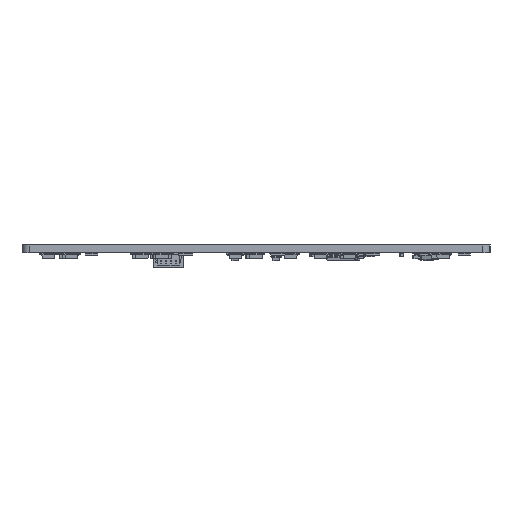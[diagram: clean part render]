
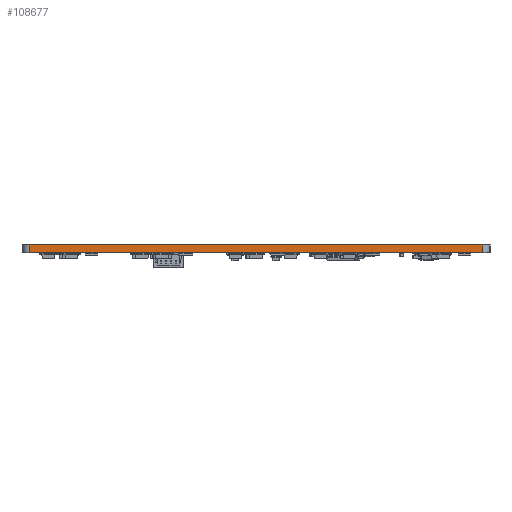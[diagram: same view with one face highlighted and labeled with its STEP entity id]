
A CAD part, left-side view. The second image highlights one B-rep face of the part: STEP entity #108677.
In plain terms, the highlighted planar face has unit normal (-1, 0, 0).
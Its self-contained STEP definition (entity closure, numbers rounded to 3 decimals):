
#108559 = EDGE_CURVE('',#108560,#108562,#108564,.T.);
#108560 = VERTEX_POINT('',#108561);
#108561 = CARTESIAN_POINT('',(61.976,-153.924,0.));
#108562 = VERTEX_POINT('',#108563);
#108563 = CARTESIAN_POINT('',(61.976,-153.924,1.6));
#108564 = SURFACE_CURVE('',#108565,(#108569,#108581),.PCURVE_S1.);
#108565 = LINE('',#108566,#108567);
#108566 = CARTESIAN_POINT('',(61.976,-153.924,0.));
#108567 = VECTOR('',#108568,1.);
#108568 = DIRECTION('',(0.,0.,1.));
#108569 = PCURVE('',#108570,#108575);
#108570 = CYLINDRICAL_SURFACE('',#108571,1.524);
#108571 = AXIS2_PLACEMENT_3D('',#108572,#108573,#108574);
#108572 = CARTESIAN_POINT('',(63.5,-153.924,0.));
#108573 = DIRECTION('',(-0.,-0.,-1.));
#108574 = DIRECTION('',(1.,0.,-0.));
#108575 = DEFINITIONAL_REPRESENTATION('',(#108576),#108580);
#108576 = LINE('',#108577,#108578);
#108577 = CARTESIAN_POINT('',(-3.142,0.));
#108578 = VECTOR('',#108579,1.);
#108579 = DIRECTION('',(-0.,-1.));
#108580 = ( GEOMETRIC_REPRESENTATION_CONTEXT(2) 
PARAMETRIC_REPRESENTATION_CONTEXT() REPRESENTATION_CONTEXT('2D SPACE',''
  ) );
#108581 = PCURVE('',#108582,#108587);
#108582 = PLANE('',#108583);
#108583 = AXIS2_PLACEMENT_3D('',#108584,#108585,#108586);
#108584 = CARTESIAN_POINT('',(61.976,-153.924,0.));
#108585 = DIRECTION('',(-1.,0.,0.));
#108586 = DIRECTION('',(0.,1.,0.));
#108587 = DEFINITIONAL_REPRESENTATION('',(#108588),#108592);
#108588 = LINE('',#108589,#108590);
#108589 = CARTESIAN_POINT('',(0.,0.));
#108590 = VECTOR('',#108591,1.);
#108591 = DIRECTION('',(0.,-1.));
#108592 = ( GEOMETRIC_REPRESENTATION_CONTEXT(2) 
PARAMETRIC_REPRESENTATION_CONTEXT() REPRESENTATION_CONTEXT('2D SPACE',''
  ) );
#108611 = PLANE('',#108612);
#108612 = AXIS2_PLACEMENT_3D('',#108613,#108614,#108615);
#108613 = CARTESIAN_POINT('',(235.839,-107.823,1.6));
#108614 = DIRECTION('',(0.,0.,1.));
#108615 = DIRECTION('',(1.,0.,-0.));
#108666 = PLANE('',#108667);
#108667 = AXIS2_PLACEMENT_3D('',#108668,#108669,#108670);
#108668 = CARTESIAN_POINT('',(235.839,-107.823,0.));
#108669 = DIRECTION('',(0.,0.,1.));
#108670 = DIRECTION('',(1.,0.,-0.));
#108677 = ADVANCED_FACE('',(#108678),#108582,.T.);
#108678 = FACE_BOUND('',#108679,.T.);
#108679 = EDGE_LOOP('',(#108680,#108681,#108704,#108732));
#108680 = ORIENTED_EDGE('',*,*,#108559,.T.);
#108681 = ORIENTED_EDGE('',*,*,#108682,.T.);
#108682 = EDGE_CURVE('',#108562,#108683,#108685,.T.);
#108683 = VERTEX_POINT('',#108684);
#108684 = CARTESIAN_POINT('',(61.976,-61.722,1.6));
#108685 = SURFACE_CURVE('',#108686,(#108690,#108697),.PCURVE_S1.);
#108686 = LINE('',#108687,#108688);
#108687 = CARTESIAN_POINT('',(61.976,-153.924,1.6));
#108688 = VECTOR('',#108689,1.);
#108689 = DIRECTION('',(0.,1.,0.));
#108690 = PCURVE('',#108582,#108691);
#108691 = DEFINITIONAL_REPRESENTATION('',(#108692),#108696);
#108692 = LINE('',#108693,#108694);
#108693 = CARTESIAN_POINT('',(0.,-1.6));
#108694 = VECTOR('',#108695,1.);
#108695 = DIRECTION('',(1.,0.));
#108696 = ( GEOMETRIC_REPRESENTATION_CONTEXT(2) 
PARAMETRIC_REPRESENTATION_CONTEXT() REPRESENTATION_CONTEXT('2D SPACE',''
  ) );
#108697 = PCURVE('',#108611,#108698);
#108698 = DEFINITIONAL_REPRESENTATION('',(#108699),#108703);
#108699 = LINE('',#108700,#108701);
#108700 = CARTESIAN_POINT('',(-173.863,-46.101));
#108701 = VECTOR('',#108702,1.);
#108702 = DIRECTION('',(0.,1.));
#108703 = ( GEOMETRIC_REPRESENTATION_CONTEXT(2) 
PARAMETRIC_REPRESENTATION_CONTEXT() REPRESENTATION_CONTEXT('2D SPACE',''
  ) );
#108704 = ORIENTED_EDGE('',*,*,#108705,.F.);
#108705 = EDGE_CURVE('',#108706,#108683,#108708,.T.);
#108706 = VERTEX_POINT('',#108707);
#108707 = CARTESIAN_POINT('',(61.976,-61.722,0.));
#108708 = SURFACE_CURVE('',#108709,(#108713,#108720),.PCURVE_S1.);
#108709 = LINE('',#108710,#108711);
#108710 = CARTESIAN_POINT('',(61.976,-61.722,0.));
#108711 = VECTOR('',#108712,1.);
#108712 = DIRECTION('',(0.,0.,1.));
#108713 = PCURVE('',#108582,#108714);
#108714 = DEFINITIONAL_REPRESENTATION('',(#108715),#108719);
#108715 = LINE('',#108716,#108717);
#108716 = CARTESIAN_POINT('',(92.202,0.));
#108717 = VECTOR('',#108718,1.);
#108718 = DIRECTION('',(0.,-1.));
#108719 = ( GEOMETRIC_REPRESENTATION_CONTEXT(2) 
PARAMETRIC_REPRESENTATION_CONTEXT() REPRESENTATION_CONTEXT('2D SPACE',''
  ) );
#108720 = PCURVE('',#108721,#108726);
#108721 = CYLINDRICAL_SURFACE('',#108722,1.524);
#108722 = AXIS2_PLACEMENT_3D('',#108723,#108724,#108725);
#108723 = CARTESIAN_POINT('',(63.5,-61.722,0.));
#108724 = DIRECTION('',(-0.,-0.,-1.));
#108725 = DIRECTION('',(1.,0.,-0.));
#108726 = DEFINITIONAL_REPRESENTATION('',(#108727),#108731);
#108727 = LINE('',#108728,#108729);
#108728 = CARTESIAN_POINT('',(-3.142,0.));
#108729 = VECTOR('',#108730,1.);
#108730 = DIRECTION('',(-0.,-1.));
#108731 = ( GEOMETRIC_REPRESENTATION_CONTEXT(2) 
PARAMETRIC_REPRESENTATION_CONTEXT() REPRESENTATION_CONTEXT('2D SPACE',''
  ) );
#108732 = ORIENTED_EDGE('',*,*,#108733,.F.);
#108733 = EDGE_CURVE('',#108560,#108706,#108734,.T.);
#108734 = SURFACE_CURVE('',#108735,(#108739,#108746),.PCURVE_S1.);
#108735 = LINE('',#108736,#108737);
#108736 = CARTESIAN_POINT('',(61.976,-153.924,0.));
#108737 = VECTOR('',#108738,1.);
#108738 = DIRECTION('',(0.,1.,0.));
#108739 = PCURVE('',#108582,#108740);
#108740 = DEFINITIONAL_REPRESENTATION('',(#108741),#108745);
#108741 = LINE('',#108742,#108743);
#108742 = CARTESIAN_POINT('',(0.,0.));
#108743 = VECTOR('',#108744,1.);
#108744 = DIRECTION('',(1.,0.));
#108745 = ( GEOMETRIC_REPRESENTATION_CONTEXT(2) 
PARAMETRIC_REPRESENTATION_CONTEXT() REPRESENTATION_CONTEXT('2D SPACE',''
  ) );
#108746 = PCURVE('',#108666,#108747);
#108747 = DEFINITIONAL_REPRESENTATION('',(#108748),#108752);
#108748 = LINE('',#108749,#108750);
#108749 = CARTESIAN_POINT('',(-173.863,-46.101));
#108750 = VECTOR('',#108751,1.);
#108751 = DIRECTION('',(0.,1.));
#108752 = ( GEOMETRIC_REPRESENTATION_CONTEXT(2) 
PARAMETRIC_REPRESENTATION_CONTEXT() REPRESENTATION_CONTEXT('2D SPACE',''
  ) );
